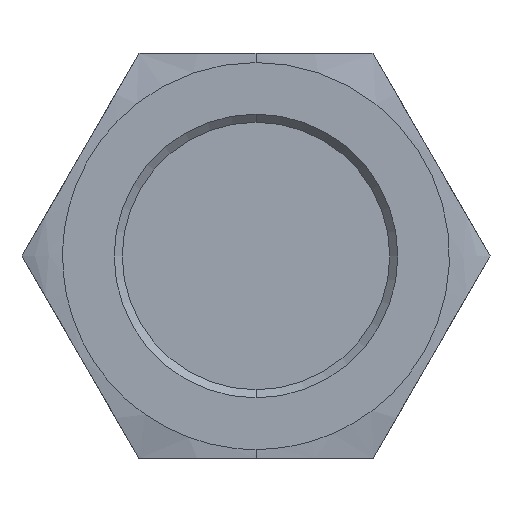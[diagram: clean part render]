
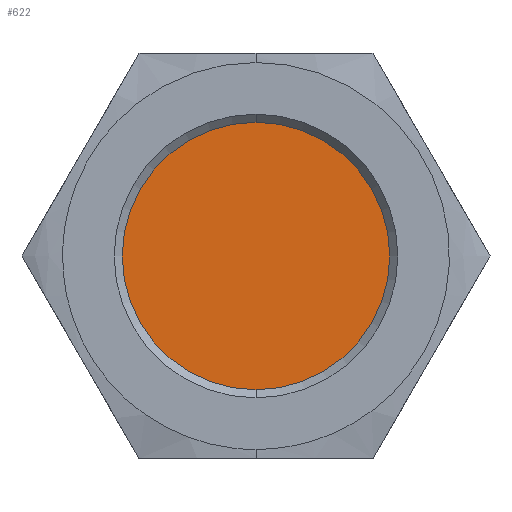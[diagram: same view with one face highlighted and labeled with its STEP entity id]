
A CAD part, front view. The second image highlights one B-rep face of the part: STEP entity #622.
In plain terms, the highlighted planar face has unit normal (0, -1, 0).
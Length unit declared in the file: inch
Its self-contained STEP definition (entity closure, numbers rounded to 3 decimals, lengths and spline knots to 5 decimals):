
#76 = CIRCLE ( 'NONE', #764, 0.0825 ) ;
#90 = DIRECTION ( 'NONE',  ( 0., -1., 0. ) ) ;
#102 = CARTESIAN_POINT ( 'NONE',  ( 0., -2.5, 0. ) ) ;
#106 = DIRECTION ( 'NONE',  ( 0., 0., -1. ) ) ;
#109 = VERTEX_POINT ( 'NONE', #457 ) ;
#209 = ORIENTED_EDGE ( 'NONE', *, *, #356, .T. ) ;
#317 = CARTESIAN_POINT ( 'NONE',  ( 0., -2.5, 0. ) ) ;
#356 = EDGE_CURVE ( 'NONE', #109, #381, #76, .T. ) ;
#362 = CIRCLE ( 'NONE', #789, 0.0825 ) ;
#373 = AXIS2_PLACEMENT_3D ( 'NONE', #317, #475, #106 ) ;
#380 = EDGE_CURVE ( 'NONE', #381, #109, #362, .T. ) ;
#381 = VERTEX_POINT ( 'NONE', #767 ) ;
#457 = CARTESIAN_POINT ( 'NONE',  ( 0., -2.5, -0.0825 ) ) ;
#475 = DIRECTION ( 'NONE',  ( 0., -1., 0. ) ) ;
#510 = ORIENTED_EDGE ( 'NONE', *, *, #380, .T. ) ;
#528 = FACE_OUTER_BOUND ( 'NONE', #652, .T. ) ;
#622 = ADVANCED_FACE ( 'NONE', ( #528 ), #828, .T. ) ;
#650 = DIRECTION ( 'NONE',  ( 0., -1., 0. ) ) ;
#652 = EDGE_LOOP ( 'NONE', ( #209, #510 ) ) ;
#703 = CARTESIAN_POINT ( 'NONE',  ( 0., -2.5, 0. ) ) ;
#719 = DIRECTION ( 'NONE',  ( 0., 0., -1. ) ) ;
#720 = DIRECTION ( 'NONE',  ( 0., 0., -1. ) ) ;
#764 = AXIS2_PLACEMENT_3D ( 'NONE', #703, #90, #719 ) ;
#767 = CARTESIAN_POINT ( 'NONE',  ( 0., -2.5, 0.0825 ) ) ;
#789 = AXIS2_PLACEMENT_3D ( 'NONE', #102, #650, #720 ) ;
#828 = PLANE ( 'NONE',  #373 ) ;
